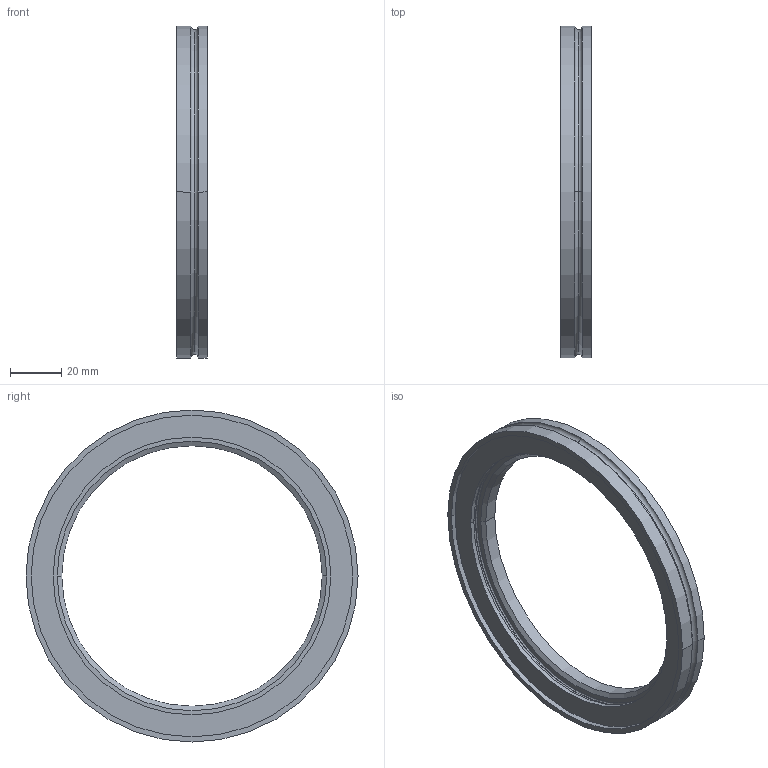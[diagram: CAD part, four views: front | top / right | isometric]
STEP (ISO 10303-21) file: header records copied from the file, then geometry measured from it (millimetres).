
FILE_DESCRIPTION((''),'2;1');
FILE_NAME('212-032.stp','2004-01-07T14:40:21',('KAA'),(''),'Autodesk Inventor (R) 6.0','Autodesk Inventor (R) 6.0','');
FILE_SCHEMA(('CONFIG_CONTROL_DESIGN'));
Length unit declared in the file: millimetre
Products named in the file (1): 212-032
Bounding box: 12 x 130 x 130 mm (x, y, z)
Volume: 46092.2 mm3; surface area: 19880.5 mm2
Topology: 1 solids, 1 shells, 26 faces, 59 edges, 37 vertices
Faces by surface type: cylinder 10, bspline 4, torus 4, cone 4, plane 4
Entity records: 1011 total; most frequent: CARTESIAN_POINT 299, DIRECTION 150, ORIENTED_EDGE 118, AXIS2_PLACEMENT_3D 68, EDGE_CURVE 59, CIRCLE 45, VERTEX_POINT 37, EDGE_LOOP 30
